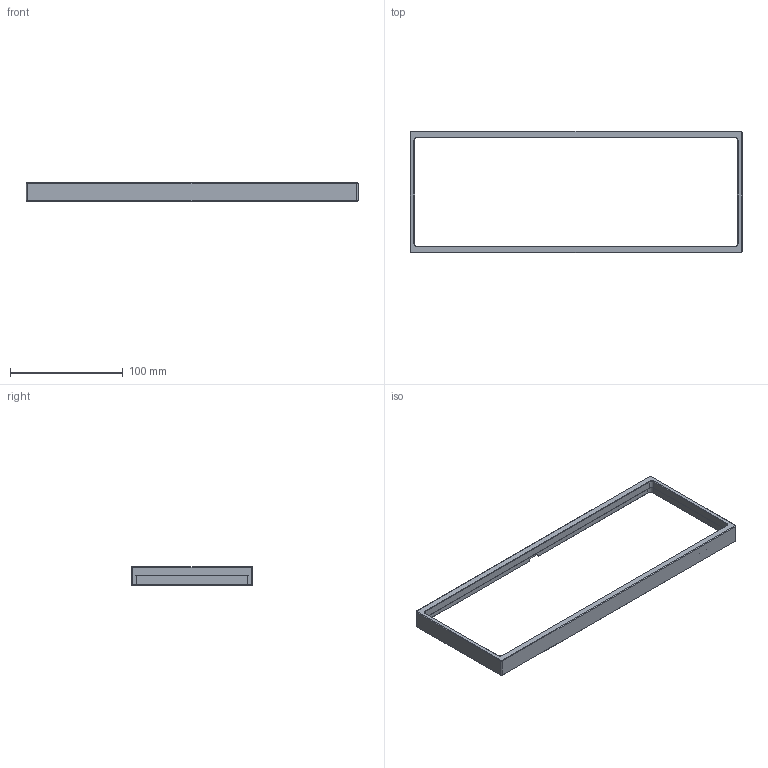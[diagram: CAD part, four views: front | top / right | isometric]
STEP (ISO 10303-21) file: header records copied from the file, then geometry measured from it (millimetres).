
FILE_DESCRIPTION(/* description */ (''),/* implementation_level */ '2;1');
FILE_NAME(/* name */ 'SingularityTOP v2.step',/* time_stamp */ '2021-03-12T15:33:56-08:00',/* author */ (''),/* organization */ (''),/* preprocessor_version */ 'ST-DEVELOPER v18.1',/* originating_system */ 'Autodesk Translation Framework v9.10.0.1330',/* authorisation */ '');
FILE_SCHEMA (('AUTOMOTIVE_DESIGN { 1 0 10303 214 3 1 1 }'));
Length unit declared in the file: millimetre
Products named in the file (1): SingularityTOP
Bounding box: 294.7 x 108.2 x 16.61 mm (x, y, z)
Volume: 39042.9 mm3; surface area: 34009.2 mm2
Topology: 1 solids, 1 shells, 111 faces, 261 edges, 152 vertices
Faces by surface type: plane 45, cone 36, cylinder 30
Full cylindrical faces by diameter (mm): 1.623 x16
Entity records: 3069 total; most frequent: DIRECTION 547, CARTESIAN_POINT 513, ORIENTED_EDGE 490, EDGE_CURVE 245, AXIS2_PLACEMENT_3D 192, LINE 163, VECTOR 163, VERTEX_POINT 152
